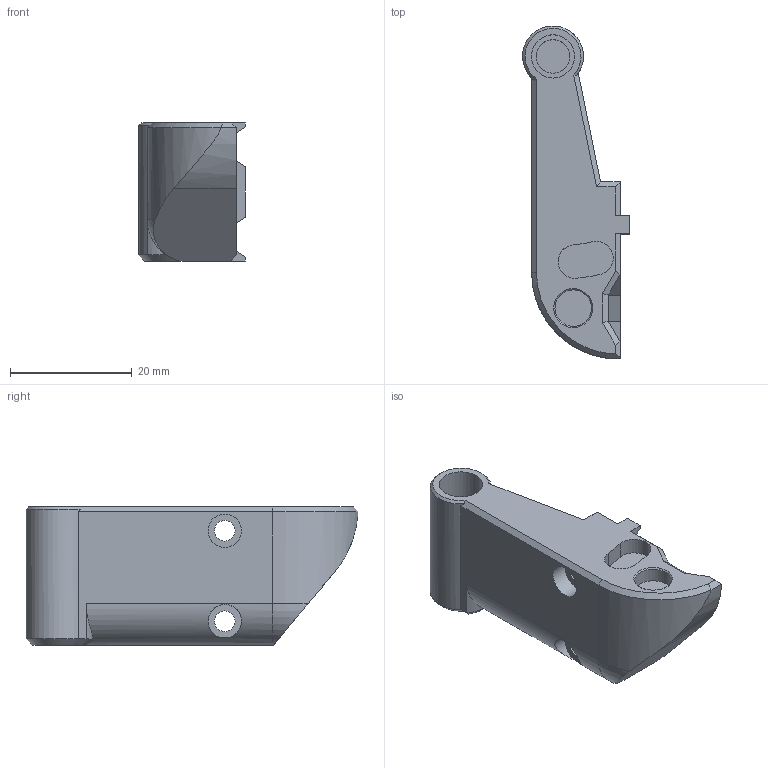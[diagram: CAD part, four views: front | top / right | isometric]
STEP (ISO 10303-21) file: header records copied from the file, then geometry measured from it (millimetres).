
FILE_DESCRIPTION(/* description */ (''),/* implementation_level */ '2;1');
FILE_NAME(/* name */ 'mini_fridge_hinge_a.step',/* time_stamp */ '2023-11-14T12:58:54-08:00',/* author */ (''),/* organization */ (''),/* preprocessor_version */ 'ST-DEVELOPER v20',/* originating_system */ 'Autodesk Translation Framework v12.14.0.127',/* authorisation */ '');
FILE_SCHEMA (('AUTOMOTIVE_DESIGN { 1 0 10303 214 3 1 1 }'));
Length unit declared in the file: millimetre
Products named in the file (1): (Unsaved)
Bounding box: 17.53 x 54.49 x 22.66 mm (x, y, z)
Volume: 11439.8 mm3; surface area: 4380.6 mm2
Topology: 1 solids, 1 shells, 66 faces, 162 edges, 105 vertices
Faces by surface type: plane 44, cylinder 16, cone 5, torus 1
Full cylindrical faces by diameter (mm): 3.4 x2, 5.5 x2, 6 x1, 7.1 x1
Entity records: 2059 total; most frequent: CARTESIAN_POINT 438, ORIENTED_EDGE 324, DIRECTION 323, EDGE_CURVE 162, LINE 111, VECTOR 111, AXIS2_PLACEMENT_3D 106, VERTEX_POINT 105
